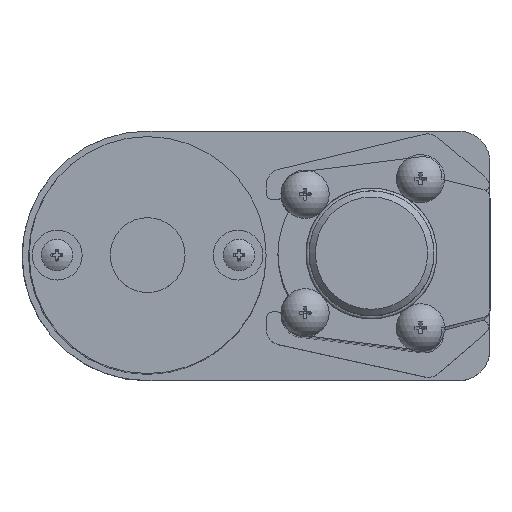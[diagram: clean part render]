
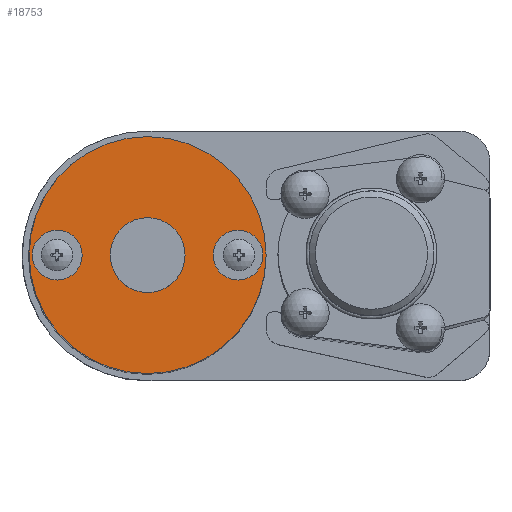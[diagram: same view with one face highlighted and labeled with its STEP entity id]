
A CAD part, top view. The second image highlights one B-rep face of the part: STEP entity #18753.
In plain terms, the highlighted planar face has unit normal (0, 0, 1).
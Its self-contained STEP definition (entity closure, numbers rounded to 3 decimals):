
#18548 = CYLINDRICAL_SURFACE('',#18549,19.);
#18549 = AXIS2_PLACEMENT_3D('',#18550,#18551,#18552);
#18550 = CARTESIAN_POINT('',(0.1,0.,67.95));
#18551 = DIRECTION('',(0.,0.,1.));
#18552 = DIRECTION('',(1.,0.,0.));
#18681 = VERTEX_POINT('',#18682);
#18682 = CARTESIAN_POINT('',(19.1,0.,70.95));
#18702 = EDGE_CURVE('',#18681,#18681,#18703,.T.);
#18703 = SURFACE_CURVE('',#18704,(#18709,#18738),.PCURVE_S1.);
#18704 = CIRCLE('',#18705,19.);
#18705 = AXIS2_PLACEMENT_3D('',#18706,#18707,#18708);
#18706 = CARTESIAN_POINT('',(0.1,0.,70.95));
#18707 = DIRECTION('',(0.,0.,1.));
#18708 = DIRECTION('',(1.,0.,0.));
#18709 = PCURVE('',#18548,#18710);
#18710 = DEFINITIONAL_REPRESENTATION('',(#18711),#18737);
#18711 = B_SPLINE_CURVE_WITH_KNOTS('',3,(#18712,#18713,#18714,#18715,
    #18716,#18717,#18718,#18719,#18720,#18721,#18722,#18723,#18724,
    #18725,#18726,#18727,#18728,#18729,#18730,#18731,#18732,#18733,
    #18734,#18735,#18736),.UNSPECIFIED.,.F.,.F.,(4,1,1,1,1,1,1,1,1,1,1,1
    ,1,1,1,1,1,1,1,1,1,1,4),(0.,0.286,0.571,
    0.857,1.142,1.428,1.714,
    1.999,2.285,2.57,2.856,
    3.142,3.427,3.713,3.998,
    4.284,4.57,4.855,5.141,
    5.426,5.712,5.998,6.283),
  .UNSPECIFIED.);
#18712 = CARTESIAN_POINT('',(0.,3.));
#18713 = CARTESIAN_POINT('',(0.095,3.));
#18714 = CARTESIAN_POINT('',(0.286,3.));
#18715 = CARTESIAN_POINT('',(0.571,3.));
#18716 = CARTESIAN_POINT('',(0.857,3.));
#18717 = CARTESIAN_POINT('',(1.142,3.));
#18718 = CARTESIAN_POINT('',(1.428,3.));
#18719 = CARTESIAN_POINT('',(1.714,3.));
#18720 = CARTESIAN_POINT('',(1.999,3.));
#18721 = CARTESIAN_POINT('',(2.285,3.));
#18722 = CARTESIAN_POINT('',(2.57,3.));
#18723 = CARTESIAN_POINT('',(2.856,3.));
#18724 = CARTESIAN_POINT('',(3.142,3.));
#18725 = CARTESIAN_POINT('',(3.427,3.));
#18726 = CARTESIAN_POINT('',(3.713,3.));
#18727 = CARTESIAN_POINT('',(3.998,3.));
#18728 = CARTESIAN_POINT('',(4.284,3.));
#18729 = CARTESIAN_POINT('',(4.57,3.));
#18730 = CARTESIAN_POINT('',(4.855,3.));
#18731 = CARTESIAN_POINT('',(5.141,3.));
#18732 = CARTESIAN_POINT('',(5.426,3.));
#18733 = CARTESIAN_POINT('',(5.712,3.));
#18734 = CARTESIAN_POINT('',(5.998,3.));
#18735 = CARTESIAN_POINT('',(6.188,3.));
#18736 = CARTESIAN_POINT('',(6.283,3.));
#18737 = ( GEOMETRIC_REPRESENTATION_CONTEXT(2) 
PARAMETRIC_REPRESENTATION_CONTEXT() REPRESENTATION_CONTEXT('2D SPACE',''
  ) );
#18738 = PCURVE('',#18739,#18744);
#18739 = PLANE('',#18740);
#18740 = AXIS2_PLACEMENT_3D('',#18741,#18742,#18743);
#18741 = CARTESIAN_POINT('',(0.1,0.,70.95));
#18742 = DIRECTION('',(0.,0.,1.));
#18743 = DIRECTION('',(1.,0.,0.));
#18744 = DEFINITIONAL_REPRESENTATION('',(#18745),#18749);
#18745 = CIRCLE('',#18746,19.);
#18746 = AXIS2_PLACEMENT_2D('',#18747,#18748);
#18747 = CARTESIAN_POINT('',(0.,0.));
#18748 = DIRECTION('',(1.,0.));
#18749 = ( GEOMETRIC_REPRESENTATION_CONTEXT(2) 
PARAMETRIC_REPRESENTATION_CONTEXT() REPRESENTATION_CONTEXT('2D SPACE',''
  ) );
#18753 = ADVANCED_FACE('',(#18754,#18757,#18788,#18819),#18739,.T.);
#18754 = FACE_BOUND('',#18755,.T.);
#18755 = EDGE_LOOP('',(#18756));
#18756 = ORIENTED_EDGE('',*,*,#18702,.T.);
#18757 = FACE_BOUND('',#18758,.T.);
#18758 = EDGE_LOOP('',(#18759));
#18759 = ORIENTED_EDGE('',*,*,#18760,.F.);
#18760 = EDGE_CURVE('',#18761,#18761,#18763,.T.);
#18761 = VERTEX_POINT('',#18762);
#18762 = CARTESIAN_POINT('',(18.6,0.,70.95));
#18763 = SURFACE_CURVE('',#18764,(#18769,#18776),.PCURVE_S1.);
#18764 = CIRCLE('',#18765,4.);
#18765 = AXIS2_PLACEMENT_3D('',#18766,#18767,#18768);
#18766 = CARTESIAN_POINT('',(14.6,0.,70.95));
#18767 = DIRECTION('',(0.,0.,1.));
#18768 = DIRECTION('',(1.,0.,0.));
#18769 = PCURVE('',#18739,#18770);
#18770 = DEFINITIONAL_REPRESENTATION('',(#18771),#18775);
#18771 = CIRCLE('',#18772,4.);
#18772 = AXIS2_PLACEMENT_2D('',#18773,#18774);
#18773 = CARTESIAN_POINT('',(14.5,0.));
#18774 = DIRECTION('',(1.,0.));
#18775 = ( GEOMETRIC_REPRESENTATION_CONTEXT(2) 
PARAMETRIC_REPRESENTATION_CONTEXT() REPRESENTATION_CONTEXT('2D SPACE',''
  ) );
#18776 = PCURVE('',#18777,#18782);
#18777 = CYLINDRICAL_SURFACE('',#18778,4.);
#18778 = AXIS2_PLACEMENT_3D('',#18779,#18780,#18781);
#18779 = CARTESIAN_POINT('',(14.6,0.,70.95));
#18780 = DIRECTION('',(0.,0.,1.));
#18781 = DIRECTION('',(1.,0.,0.));
#18782 = DEFINITIONAL_REPRESENTATION('',(#18783),#18787);
#18783 = LINE('',#18784,#18785);
#18784 = CARTESIAN_POINT('',(0.,0.));
#18785 = VECTOR('',#18786,1.);
#18786 = DIRECTION('',(1.,0.));
#18787 = ( GEOMETRIC_REPRESENTATION_CONTEXT(2) 
PARAMETRIC_REPRESENTATION_CONTEXT() REPRESENTATION_CONTEXT('2D SPACE',''
  ) );
#18788 = FACE_BOUND('',#18789,.T.);
#18789 = EDGE_LOOP('',(#18790));
#18790 = ORIENTED_EDGE('',*,*,#18791,.F.);
#18791 = EDGE_CURVE('',#18792,#18792,#18794,.T.);
#18792 = VERTEX_POINT('',#18793);
#18793 = CARTESIAN_POINT('',(6.1,0.,70.95));
#18794 = SURFACE_CURVE('',#18795,(#18800,#18807),.PCURVE_S1.);
#18795 = CIRCLE('',#18796,6.);
#18796 = AXIS2_PLACEMENT_3D('',#18797,#18798,#18799);
#18797 = CARTESIAN_POINT('',(0.1,0.,70.95));
#18798 = DIRECTION('',(0.,0.,1.));
#18799 = DIRECTION('',(1.,0.,0.));
#18800 = PCURVE('',#18739,#18801);
#18801 = DEFINITIONAL_REPRESENTATION('',(#18802),#18806);
#18802 = CIRCLE('',#18803,6.);
#18803 = AXIS2_PLACEMENT_2D('',#18804,#18805);
#18804 = CARTESIAN_POINT('',(0.,0.));
#18805 = DIRECTION('',(1.,0.));
#18806 = ( GEOMETRIC_REPRESENTATION_CONTEXT(2) 
PARAMETRIC_REPRESENTATION_CONTEXT() REPRESENTATION_CONTEXT('2D SPACE',''
  ) );
#18807 = PCURVE('',#18808,#18813);
#18808 = CYLINDRICAL_SURFACE('',#18809,6.);
#18809 = AXIS2_PLACEMENT_3D('',#18810,#18811,#18812);
#18810 = CARTESIAN_POINT('',(0.1,0.,70.95));
#18811 = DIRECTION('',(0.,0.,1.));
#18812 = DIRECTION('',(1.,0.,0.));
#18813 = DEFINITIONAL_REPRESENTATION('',(#18814),#18818);
#18814 = LINE('',#18815,#18816);
#18815 = CARTESIAN_POINT('',(0.,0.));
#18816 = VECTOR('',#18817,1.);
#18817 = DIRECTION('',(1.,0.));
#18818 = ( GEOMETRIC_REPRESENTATION_CONTEXT(2) 
PARAMETRIC_REPRESENTATION_CONTEXT() REPRESENTATION_CONTEXT('2D SPACE',''
  ) );
#18819 = FACE_BOUND('',#18820,.T.);
#18820 = EDGE_LOOP('',(#18821));
#18821 = ORIENTED_EDGE('',*,*,#18822,.F.);
#18822 = EDGE_CURVE('',#18823,#18823,#18825,.T.);
#18823 = VERTEX_POINT('',#18824);
#18824 = CARTESIAN_POINT('',(-10.4,0.,70.95));
#18825 = SURFACE_CURVE('',#18826,(#18831,#18838),.PCURVE_S1.);
#18826 = CIRCLE('',#18827,4.);
#18827 = AXIS2_PLACEMENT_3D('',#18828,#18829,#18830);
#18828 = CARTESIAN_POINT('',(-14.4,0.,70.95));
#18829 = DIRECTION('',(0.,0.,1.));
#18830 = DIRECTION('',(1.,0.,0.));
#18831 = PCURVE('',#18739,#18832);
#18832 = DEFINITIONAL_REPRESENTATION('',(#18833),#18837);
#18833 = CIRCLE('',#18834,4.);
#18834 = AXIS2_PLACEMENT_2D('',#18835,#18836);
#18835 = CARTESIAN_POINT('',(-14.5,0.));
#18836 = DIRECTION('',(1.,0.));
#18837 = ( GEOMETRIC_REPRESENTATION_CONTEXT(2) 
PARAMETRIC_REPRESENTATION_CONTEXT() REPRESENTATION_CONTEXT('2D SPACE',''
  ) );
#18838 = PCURVE('',#18839,#18844);
#18839 = CYLINDRICAL_SURFACE('',#18840,4.);
#18840 = AXIS2_PLACEMENT_3D('',#18841,#18842,#18843);
#18841 = CARTESIAN_POINT('',(-14.4,0.,70.95));
#18842 = DIRECTION('',(0.,0.,1.));
#18843 = DIRECTION('',(1.,0.,0.));
#18844 = DEFINITIONAL_REPRESENTATION('',(#18845),#18849);
#18845 = LINE('',#18846,#18847);
#18846 = CARTESIAN_POINT('',(0.,0.));
#18847 = VECTOR('',#18848,1.);
#18848 = DIRECTION('',(1.,0.));
#18849 = ( GEOMETRIC_REPRESENTATION_CONTEXT(2) 
PARAMETRIC_REPRESENTATION_CONTEXT() REPRESENTATION_CONTEXT('2D SPACE',''
  ) );
